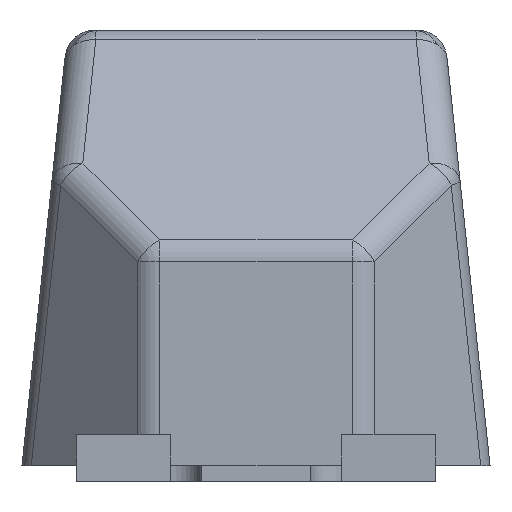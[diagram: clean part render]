
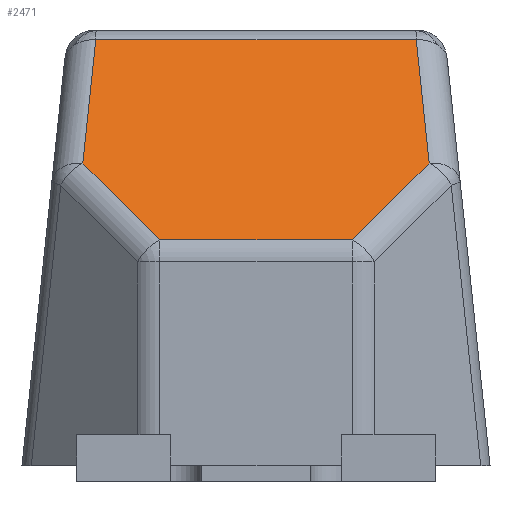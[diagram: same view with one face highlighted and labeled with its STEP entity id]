
A CAD part, left-side view. The second image highlights one B-rep face of the part: STEP entity #2471.
In plain terms, the highlighted planar face has unit normal (-0.707, 0, 0.707).
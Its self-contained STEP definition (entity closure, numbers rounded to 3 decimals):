
#447 = CYLINDRICAL_SURFACE('',#448,0.1);
#448 = AXIS2_PLACEMENT_3D('',#449,#450,#451);
#449 = CARTESIAN_POINT('',(-2.484,-0.511,1.369
    ));
#450 = DIRECTION('',(-0.705,-0.074,-0.705
    ));
#451 = DIRECTION('',(0.,-0.995,0.105)
  );
#750 = CYLINDRICAL_SURFACE('',#751,0.1);
#751 = AXIS2_PLACEMENT_3D('',#752,#753,#754);
#752 = CARTESIAN_POINT('',(-2.86,-0.599,
    0.994));
#753 = DIRECTION('',(-0.577,0.577,-0.577));
#754 = DIRECTION('',(-0.707,-0.707,0.));
#918 = CYLINDRICAL_SURFACE('',#919,0.1);
#919 = AXIS2_PLACEMENT_3D('',#920,#921,#922);
#920 = CARTESIAN_POINT('',(-2.484,0.511,1.369)
  );
#921 = DIRECTION('',(-0.705,0.074,-0.705)
  );
#922 = DIRECTION('',(0.,0.995,0.105));
#1073 = CYLINDRICAL_SURFACE('',#1074,0.1);
#1074 = AXIS2_PLACEMENT_3D('',#1075,#1076,#1077);
#1075 = CARTESIAN_POINT('',(-3.15,0.35,0.704));
#1076 = DIRECTION('',(0.,-1.,0.));
#1077 = DIRECTION('',(-1.,0.,0.));
#1211 = CYLINDRICAL_SURFACE('',#1212,0.1);
#1212 = AXIS2_PLACEMENT_3D('',#1213,#1214,#1215);
#1213 = CARTESIAN_POINT('',(-3.156,0.303,
    0.698));
#1214 = DIRECTION('',(0.577,0.577,0.577));
#1215 = DIRECTION('',(-0.707,0.707,0.));
#1406 = VERTEX_POINT('',#1407);
#1407 = CARTESIAN_POINT('',(-2.579,-0.513,
    1.416));
#1453 = EDGE_CURVE('',#1406,#1454,#1456,.T.);
#1454 = VERTEX_POINT('',#1455);
#1455 = CARTESIAN_POINT('',(-2.974,-0.555,
    1.021));
#1456 = SURFACE_CURVE('',#1457,(#1461,#1468),.PCURVE_S1.);
#1457 = LINE('',#1458,#1459);
#1458 = CARTESIAN_POINT('',(-2.555,-0.511,
    1.44));
#1459 = VECTOR('',#1460,1.);
#1460 = DIRECTION('',(-0.705,-0.074,
    -0.705));
#1461 = PCURVE('',#447,#1462);
#1462 = DEFINITIONAL_REPRESENTATION('',(#1463),#1467);
#1463 = LINE('',#1464,#1465);
#1464 = CARTESIAN_POINT('',(1.497,0.));
#1465 = VECTOR('',#1466,1.);
#1466 = DIRECTION('',(0.,1.));
#1467 = ( GEOMETRIC_REPRESENTATION_CONTEXT(2) 
PARAMETRIC_REPRESENTATION_CONTEXT() REPRESENTATION_CONTEXT('2D SPACE',''
  ) );
#1468 = PCURVE('',#1469,#1474);
#1469 = PLANE('',#1470);
#1470 = AXIS2_PLACEMENT_3D('',#1471,#1472,#1473);
#1471 = CARTESIAN_POINT('',(-2.9,0.75,1.095));
#1472 = DIRECTION('',(0.707,0.,-0.707));
#1473 = DIRECTION('',(0.,1.,0.));
#1474 = DEFINITIONAL_REPRESENTATION('',(#1475),#1479);
#1475 = LINE('',#1476,#1477);
#1476 = CARTESIAN_POINT('',(-1.261,0.488));
#1477 = VECTOR('',#1478,1.);
#1478 = DIRECTION('',(-0.074,-0.997));
#1479 = ( GEOMETRIC_REPRESENTATION_CONTEXT(2) 
PARAMETRIC_REPRESENTATION_CONTEXT() REPRESENTATION_CONTEXT('2D SPACE',''
  ) );
#1683 = EDGE_CURVE('',#1454,#1684,#1686,.T.);
#1684 = VERTEX_POINT('',#1685);
#1685 = CARTESIAN_POINT('',(-3.221,-0.309,
    0.774));
#1686 = SURFACE_CURVE('',#1687,(#1691,#1698),.PCURVE_S1.);
#1687 = LINE('',#1688,#1689);
#1688 = CARTESIAN_POINT('',(-2.931,-0.599,
    1.064));
#1689 = VECTOR('',#1690,1.);
#1690 = DIRECTION('',(-0.577,0.577,-0.577));
#1691 = PCURVE('',#750,#1692);
#1692 = DEFINITIONAL_REPRESENTATION('',(#1693),#1697);
#1693 = LINE('',#1694,#1695);
#1694 = CARTESIAN_POINT('',(1.047,0.));
#1695 = VECTOR('',#1696,1.);
#1696 = DIRECTION('',(0.,1.));
#1697 = ( GEOMETRIC_REPRESENTATION_CONTEXT(2) 
PARAMETRIC_REPRESENTATION_CONTEXT() REPRESENTATION_CONTEXT('2D SPACE',''
  ) );
#1698 = PCURVE('',#1469,#1699);
#1699 = DEFINITIONAL_REPRESENTATION('',(#1700),#1704);
#1700 = LINE('',#1701,#1702);
#1701 = CARTESIAN_POINT('',(-1.349,-0.043));
#1702 = VECTOR('',#1703,1.);
#1703 = DIRECTION('',(0.577,-0.816));
#1704 = ( GEOMETRIC_REPRESENTATION_CONTEXT(2) 
PARAMETRIC_REPRESENTATION_CONTEXT() REPRESENTATION_CONTEXT('2D SPACE',''
  ) );
#1865 = VERTEX_POINT('',#1866);
#1866 = CARTESIAN_POINT('',(-2.579,0.513,
    1.416));
#1912 = EDGE_CURVE('',#1865,#1913,#1915,.T.);
#1913 = VERTEX_POINT('',#1914);
#1914 = CARTESIAN_POINT('',(-2.974,0.555,
    1.021));
#1915 = SURFACE_CURVE('',#1916,(#1920,#1927),.PCURVE_S1.);
#1916 = LINE('',#1917,#1918);
#1917 = CARTESIAN_POINT('',(-2.555,0.511,
    1.44));
#1918 = VECTOR('',#1919,1.);
#1919 = DIRECTION('',(-0.705,0.074,-0.705
    ));
#1920 = PCURVE('',#918,#1921);
#1921 = DEFINITIONAL_REPRESENTATION('',(#1922),#1926);
#1922 = LINE('',#1923,#1924);
#1923 = CARTESIAN_POINT('',(-1.497,0.));
#1924 = VECTOR('',#1925,1.);
#1925 = DIRECTION('',(-0.,1.));
#1926 = ( GEOMETRIC_REPRESENTATION_CONTEXT(2) 
PARAMETRIC_REPRESENTATION_CONTEXT() REPRESENTATION_CONTEXT('2D SPACE',''
  ) );
#1927 = PCURVE('',#1469,#1928);
#1928 = DEFINITIONAL_REPRESENTATION('',(#1929),#1933);
#1929 = LINE('',#1930,#1931);
#1930 = CARTESIAN_POINT('',(-0.239,0.488));
#1931 = VECTOR('',#1932,1.);
#1932 = DIRECTION('',(0.074,-0.997));
#1933 = ( GEOMETRIC_REPRESENTATION_CONTEXT(2) 
PARAMETRIC_REPRESENTATION_CONTEXT() REPRESENTATION_CONTEXT('2D SPACE',''
  ) );
#2100 = VERTEX_POINT('',#2101);
#2101 = CARTESIAN_POINT('',(-3.221,0.309,
    0.774));
#2129 = EDGE_CURVE('',#2100,#1684,#2130,.T.);
#2130 = SURFACE_CURVE('',#2131,(#2135,#2142),.PCURVE_S1.);
#2131 = LINE('',#2132,#2133);
#2132 = CARTESIAN_POINT('',(-3.221,0.35,0.774));
#2133 = VECTOR('',#2134,1.);
#2134 = DIRECTION('',(0.,-1.,0.));
#2135 = PCURVE('',#1073,#2136);
#2136 = DEFINITIONAL_REPRESENTATION('',(#2137),#2141);
#2137 = LINE('',#2138,#2139);
#2138 = CARTESIAN_POINT('',(-0.785,0.));
#2139 = VECTOR('',#2140,1.);
#2140 = DIRECTION('',(-0.,1.));
#2141 = ( GEOMETRIC_REPRESENTATION_CONTEXT(2) 
PARAMETRIC_REPRESENTATION_CONTEXT() REPRESENTATION_CONTEXT('2D SPACE',''
  ) );
#2142 = PCURVE('',#1469,#2143);
#2143 = DEFINITIONAL_REPRESENTATION('',(#2144),#2148);
#2144 = LINE('',#2145,#2146);
#2145 = CARTESIAN_POINT('',(-0.4,-0.454));
#2146 = VECTOR('',#2147,1.);
#2147 = DIRECTION('',(-1.,0.));
#2148 = ( GEOMETRIC_REPRESENTATION_CONTEXT(2) 
PARAMETRIC_REPRESENTATION_CONTEXT() REPRESENTATION_CONTEXT('2D SPACE',''
  ) );
#2205 = EDGE_CURVE('',#2100,#1913,#2206,.T.);
#2206 = SURFACE_CURVE('',#2207,(#2211,#2218),.PCURVE_S1.);
#2207 = LINE('',#2208,#2209);
#2208 = CARTESIAN_POINT('',(-3.226,0.303,0.769)
  );
#2209 = VECTOR('',#2210,1.);
#2210 = DIRECTION('',(0.577,0.577,0.577));
#2211 = PCURVE('',#1211,#2212);
#2212 = DEFINITIONAL_REPRESENTATION('',(#2213),#2217);
#2213 = LINE('',#2214,#2215);
#2214 = CARTESIAN_POINT('',(1.047,0.));
#2215 = VECTOR('',#2216,1.);
#2216 = DIRECTION('',(0.,1.));
#2217 = ( GEOMETRIC_REPRESENTATION_CONTEXT(2) 
PARAMETRIC_REPRESENTATION_CONTEXT() REPRESENTATION_CONTEXT('2D SPACE',''
  ) );
#2218 = PCURVE('',#1469,#2219);
#2219 = DEFINITIONAL_REPRESENTATION('',(#2220),#2224);
#2220 = LINE('',#2221,#2222);
#2221 = CARTESIAN_POINT('',(-0.447,-0.462));
#2222 = VECTOR('',#2223,1.);
#2223 = DIRECTION('',(0.577,0.816));
#2224 = ( GEOMETRIC_REPRESENTATION_CONTEXT(2) 
PARAMETRIC_REPRESENTATION_CONTEXT() REPRESENTATION_CONTEXT('2D SPACE',''
  ) );
#2249 = CYLINDRICAL_SURFACE('',#2250,0.1);
#2250 = AXIS2_PLACEMENT_3D('',#2251,#2252,#2253);
#2251 = CARTESIAN_POINT('',(-2.509,0.603,1.345));
#2252 = DIRECTION('',(0.,-1.,0.));
#2253 = DIRECTION('',(0.,0.,1.));
#2471 = ADVANCED_FACE('',(#2472),#1469,.F.);
#2472 = FACE_BOUND('',#2473,.T.);
#2473 = EDGE_LOOP('',(#2474,#2475,#2496,#2497,#2498,#2499));
#2474 = ORIENTED_EDGE('',*,*,#1453,.F.);
#2475 = ORIENTED_EDGE('',*,*,#2476,.F.);
#2476 = EDGE_CURVE('',#1865,#1406,#2477,.T.);
#2477 = SURFACE_CURVE('',#2478,(#2482,#2489),.PCURVE_S1.);
#2478 = LINE('',#2479,#2480);
#2479 = CARTESIAN_POINT('',(-2.579,0.603,
    1.416));
#2480 = VECTOR('',#2481,1.);
#2481 = DIRECTION('',(0.,-1.,0.));
#2482 = PCURVE('',#1469,#2483);
#2483 = DEFINITIONAL_REPRESENTATION('',(#2484),#2488);
#2484 = LINE('',#2485,#2486);
#2485 = CARTESIAN_POINT('',(-0.147,0.454));
#2486 = VECTOR('',#2487,1.);
#2487 = DIRECTION('',(-1.,0.));
#2488 = ( GEOMETRIC_REPRESENTATION_CONTEXT(2) 
PARAMETRIC_REPRESENTATION_CONTEXT() REPRESENTATION_CONTEXT('2D SPACE',''
  ) );
#2489 = PCURVE('',#2249,#2490);
#2490 = DEFINITIONAL_REPRESENTATION('',(#2491),#2495);
#2491 = LINE('',#2492,#2493);
#2492 = CARTESIAN_POINT('',(0.785,0.));
#2493 = VECTOR('',#2494,1.);
#2494 = DIRECTION('',(0.,1.));
#2495 = ( GEOMETRIC_REPRESENTATION_CONTEXT(2) 
PARAMETRIC_REPRESENTATION_CONTEXT() REPRESENTATION_CONTEXT('2D SPACE',''
  ) );
#2496 = ORIENTED_EDGE('',*,*,#1912,.T.);
#2497 = ORIENTED_EDGE('',*,*,#2205,.F.);
#2498 = ORIENTED_EDGE('',*,*,#2129,.T.);
#2499 = ORIENTED_EDGE('',*,*,#1683,.F.);
